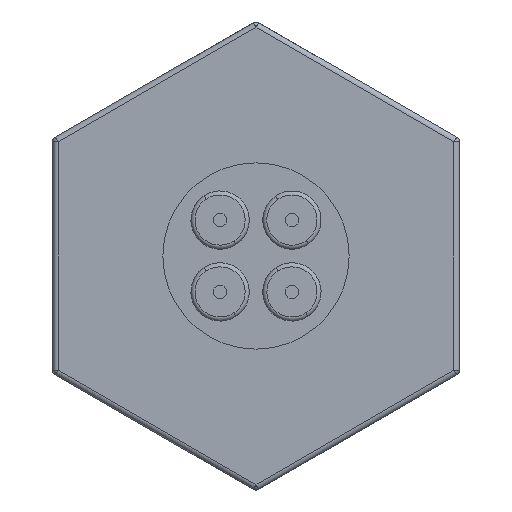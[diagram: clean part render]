
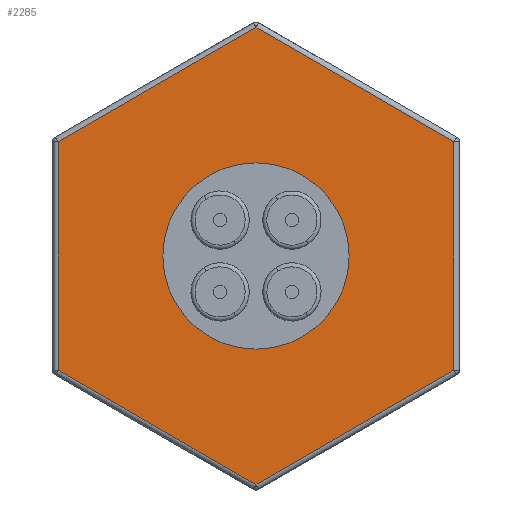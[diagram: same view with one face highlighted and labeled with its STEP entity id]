
A CAD part, front view. The second image highlights one B-rep face of the part: STEP entity #2285.
In plain terms, the highlighted planar face has unit normal (0, -1, 0).
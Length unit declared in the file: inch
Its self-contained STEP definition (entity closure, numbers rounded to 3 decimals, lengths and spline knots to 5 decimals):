
#163 = EDGE_CURVE ( 'NONE', #9415, #9730, #4437, .T. ) ;
#173 = EDGE_CURVE ( 'NONE', #10401, #10428, #4403, .T. ) ;
#180 = EDGE_CURVE ( 'NONE', #9449, #9474, #4497, .T. ) ;
#237 = EDGE_CURVE ( 'NONE', #9474, #9621, #4524, .T. ) ;
#248 = EDGE_CURVE ( 'NONE', #10428, #9449, #4538, .T. ) ;
#316 = EDGE_CURVE ( 'NONE', #9621, #9917, #6826, .T. ) ;
#354 = EDGE_CURVE ( 'NONE', #9917, #10401, #6998, .T. ) ;
#631 = DIRECTION ( 'NONE',  ( 0., 0., 1. ) ) ;
#649 = CARTESIAN_POINT ( 'NONE',  ( 0.74589, -1.10632, -0.00338 ) ) ;
#663 = DIRECTION ( 'NONE',  ( 0.866, 0., -0.5 ) ) ;
#665 = CARTESIAN_POINT ( 'NONE',  ( -1.47411, -1.10632, 0.01394 ) ) ;
#687 = DIRECTION ( 'NONE',  ( 0., 0., 1. ) ) ;
#688 = DIRECTION ( 'NONE',  ( 0., 1., 0. ) ) ;
#689 = CARTESIAN_POINT ( 'NONE',  ( 0.01589, -1.10632, -0.00338 ) ) ;
#1961 = FACE_OUTER_BOUND ( 'NONE', #9587, .T. ) ;
#1975 = FACE_BOUND ( 'NONE', #9886, .T. ) ;
#2093 = AXIS2_PLACEMENT_3D ( 'NONE', #689, #688, #687 ) ;
#2285 = ADVANCED_FACE ( 'NONE', ( #1975, #1961 ), #8619, .F. ) ;
#2660 = CARTESIAN_POINT ( 'NONE',  ( 0.01589, -1.10632, -0.00338 ) ) ;
#2661 = DIRECTION ( 'NONE',  ( 0., 1., 0. ) ) ;
#2662 = DIRECTION ( 'NONE',  ( 0., 0., 1. ) ) ;
#2955 = EDGE_CURVE ( 'NONE', #9730, #9415, #5285, .T. ) ;
#3005 = AXIS2_PLACEMENT_3D ( 'NONE', #2660, #2661, #2662 ) ;
#3477 = DIRECTION ( 'NONE',  ( 0.866, 0., 0.5 ) ) ;
#3478 = CARTESIAN_POINT ( 'NONE',  ( -0.74411, -1.10632, -1.2851 ) ) ;
#3512 = CARTESIAN_POINT ( 'NONE',  ( -0.74411, -1.10632, 1.27834 ) ) ;
#3518 = DIRECTION ( 'NONE',  ( -0.866, 0., 0.5 ) ) ;
#4402 = VECTOR ( 'NONE', #663, 39.37008 ) ;
#4403 = LINE ( 'NONE', #665, #4402 ) ;
#4437 = CIRCLE ( 'NONE', #2093, 0.3435 ) ;
#4497 = LINE ( 'NONE', #649, #4511 ) ;
#4511 = VECTOR ( 'NONE', #631, 39.37008 ) ;
#4524 = LINE ( 'NONE', #3512, #4527 ) ;
#4527 = VECTOR ( 'NONE', #3518, 39.37008 ) ;
#4538 = LINE ( 'NONE', #3478, #4541 ) ;
#4541 = VECTOR ( 'NONE', #3477, 39.37008 ) ;
#4646 = DIRECTION ( 'NONE',  ( -0.866, 0., -0.5 ) ) ;
#4650 = CARTESIAN_POINT ( 'NONE',  ( -1.47411, -1.10632, -0.0207 ) ) ;
#5285 = CIRCLE ( 'NONE', #3005, 0.3435 ) ;
#5668 = CARTESIAN_POINT ( 'NONE',  ( 0.01589, -1.10632, 0.34012 ) ) ;
#5693 = CARTESIAN_POINT ( 'NONE',  ( 0.74589, -1.10632, -0.42484 ) ) ;
#5706 = CARTESIAN_POINT ( 'NONE',  ( 0.74589, -1.10632, 0.41809 ) ) ;
#5758 = CARTESIAN_POINT ( 'NONE',  ( 0.01589, -1.10632, 0.83955 ) ) ;
#5800 = CARTESIAN_POINT ( 'NONE',  ( 0.01589, -1.10632, -0.34688 ) ) ;
#5874 = CARTESIAN_POINT ( 'NONE',  ( -0.71411, -1.10632, 0.41809 ) ) ;
#6104 = CARTESIAN_POINT ( 'NONE',  ( -0.71411, -1.10632, -0.42484 ) ) ;
#6115 = CARTESIAN_POINT ( 'NONE',  ( 0.01589, -1.10632, -0.84631 ) ) ;
#6577 = AXIS2_PLACEMENT_3D ( 'NONE', #8616, #8621, #8622 ) ;
#6826 = LINE ( 'NONE', #4650, #6856 ) ;
#6856 = VECTOR ( 'NONE', #4646, 39.37008 ) ;
#6991 = VECTOR ( 'NONE', #7222, 39.37008 ) ;
#6998 = LINE ( 'NONE', #7233, #6991 ) ;
#7079 = ORIENTED_EDGE ( 'NONE', *, *, #316, .T. ) ;
#7125 = ORIENTED_EDGE ( 'NONE', *, *, #354, .T. ) ;
#7222 = DIRECTION ( 'NONE',  ( 0., 0., -1. ) ) ;
#7233 = CARTESIAN_POINT ( 'NONE',  ( -0.71411, -1.10632, -0.00338 ) ) ;
#7335 = ORIENTED_EDGE ( 'NONE', *, *, #237, .T. ) ;
#7433 = ORIENTED_EDGE ( 'NONE', *, *, #2955, .T. ) ;
#7453 = ORIENTED_EDGE ( 'NONE', *, *, #180, .T. ) ;
#7463 = ORIENTED_EDGE ( 'NONE', *, *, #173, .T. ) ;
#8226 = ORIENTED_EDGE ( 'NONE', *, *, #163, .T. ) ;
#8301 = ORIENTED_EDGE ( 'NONE', *, *, #248, .T. ) ;
#8616 = CARTESIAN_POINT ( 'NONE',  ( 0.35939, -1.10632, -0.00338 ) ) ;
#8619 = PLANE ( 'NONE',  #6577 ) ;
#8621 = DIRECTION ( 'NONE',  ( 0., 1., 0. ) ) ;
#8622 = DIRECTION ( 'NONE',  ( 0., 0., 1. ) ) ;
#9415 = VERTEX_POINT ( 'NONE', #5668 ) ;
#9449 = VERTEX_POINT ( 'NONE', #5693 ) ;
#9474 = VERTEX_POINT ( 'NONE', #5706 ) ;
#9587 = EDGE_LOOP ( 'NONE', ( #7079, #7125, #7463, #8301, #7453, #7335 ) ) ;
#9621 = VERTEX_POINT ( 'NONE', #5758 ) ;
#9730 = VERTEX_POINT ( 'NONE', #5800 ) ;
#9886 = EDGE_LOOP ( 'NONE', ( #8226, #7433 ) ) ;
#9917 = VERTEX_POINT ( 'NONE', #5874 ) ;
#10401 = VERTEX_POINT ( 'NONE', #6104 ) ;
#10428 = VERTEX_POINT ( 'NONE', #6115 ) ;
